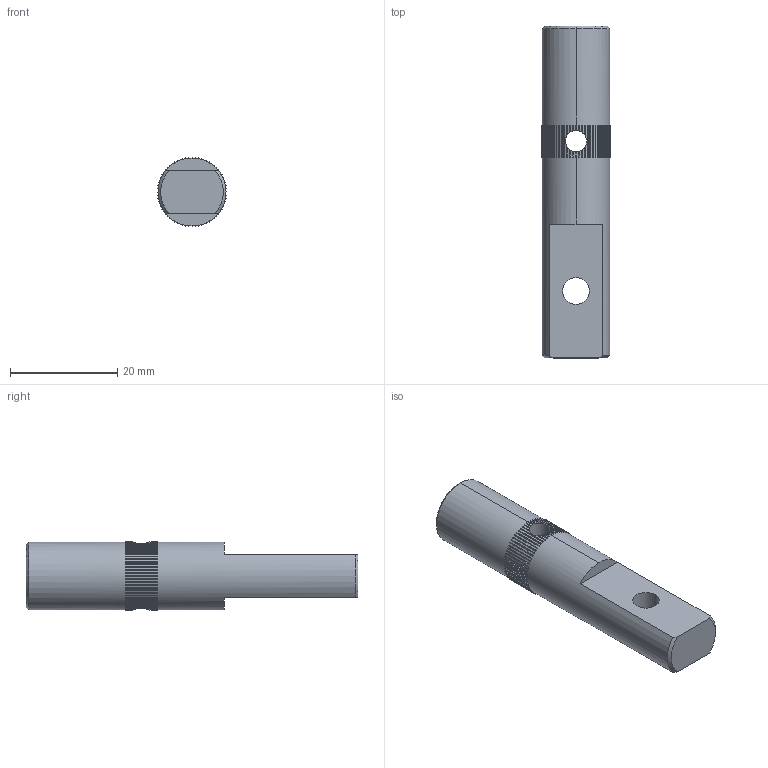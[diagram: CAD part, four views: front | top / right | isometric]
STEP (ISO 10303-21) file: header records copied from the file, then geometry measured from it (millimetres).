
FILE_DESCRIPTION (( 'STEP AP203' ), '1' );
FILE_NAME ('怀堤粣.STEP', '2022-04-08T06:05:36', ( '' ), ( '' ), 'SwSTEP 2.0', 'SolidWorks 2020', '' );
FILE_SCHEMA (( 'CONFIG_CONTROL_DESIGN' ));
Length unit declared in the file: millimetre
Products named in the file (1): 怀堤粣
Bounding box: 13 x 62 x 13 mm (x, y, z)
Volume: 6730.6 mm3; surface area: 2923.9 mm2
Topology: 1 solids, 1 shells, 332 faces, 820 edges, 546 vertices
Faces by surface type: plane 322, cylinder 6, cone 4
Entity records: 9951 total; most frequent: CARTESIAN_POINT 2033, ORIENTED_EDGE 1640, DIRECTION 1558, EDGE_CURVE 820, LINE 564, VECTOR 564, VERTEX_POINT 546, AXIS2_PLACEMENT_3D 497
